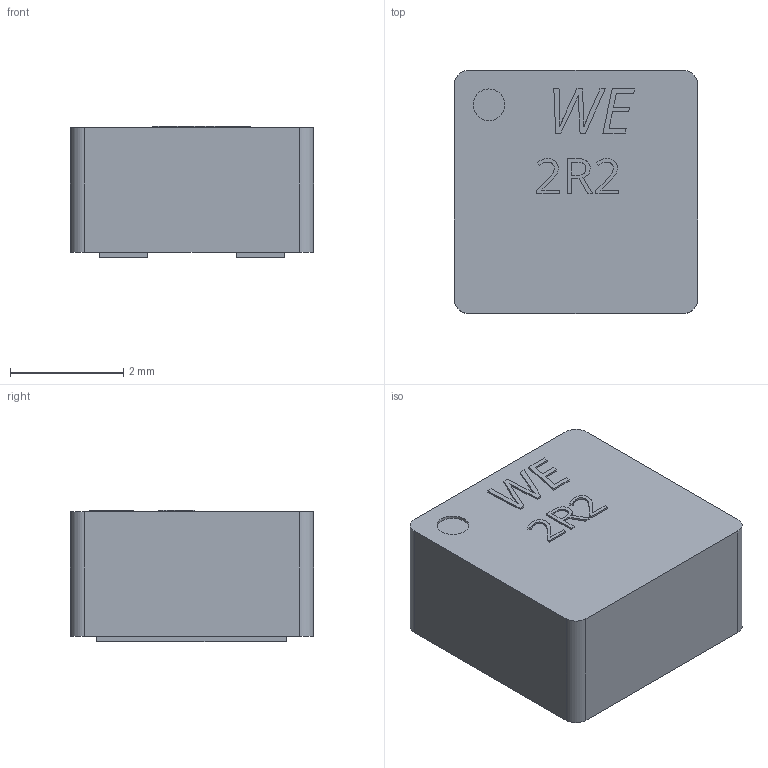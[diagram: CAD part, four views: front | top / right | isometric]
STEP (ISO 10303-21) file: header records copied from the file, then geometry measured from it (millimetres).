
FILE_DESCRIPTION(('FreeCAD Model'),'2;1');
FILE_NAME( 'L_4040.step', '2016-07-22T12:38:38',(''),(''),'Open CASCADE STEP processor 6.8', 'FreeCAD','Unknown');
FILE_SCHEMA(('AUTOMOTIVE_DESIGN_CC2 { 1 2 10303 214 -1 1 5 4 }'));
Length unit declared in the file: inch
Products named in the file (2): ASSEMBLY; L_4040
Assembly tree (1 placements, depth 2):
  ASSEMBLY
    L_4040
Bounding box: 4.3 x 4.3 x 2.33 mm (x, y, z)
Volume: 41.1 mm3; surface area: 76.1 mm2
Topology: 1 solids, 1 shells, 122 faces, 333 edges, 222 vertices
Faces by surface type: plane 79, extrusion 38, cylinder 5
Full cylindrical faces by diameter (mm): 0.56 x1
Entity records: 9069 total; most frequent: CARTESIAN_POINT 1747, DIRECTION 1050, VECTOR 849, LINE 811, ORIENTED_EDGE 666, PCURVE 666, DEFINITIONAL_REPRESENTATION 666, EDGE_CURVE 333
